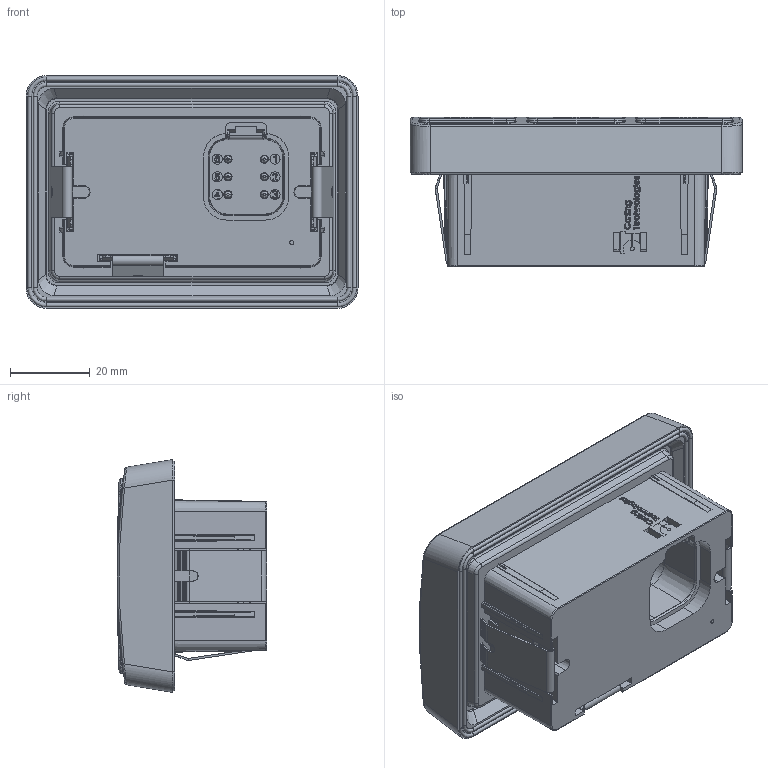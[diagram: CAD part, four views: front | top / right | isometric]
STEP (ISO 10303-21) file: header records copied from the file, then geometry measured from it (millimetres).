
FILE_DESCRIPTION((''),'2;1');
FILE_NAME('PRT0001','2021-08-13T10:25:58',('patrickmoody'),(''),'CREO PARAMETRIC BY PTC INC, 2020342','CREO PARAMETRIC BY PTC INC, 2020342','');
FILE_SCHEMA(('AUTOMOTIVE_DESIGN { 1 0 10303 214 1 1 1 1 }'));
Products named in the file (1): PRT0001
Bounding box: 83.31 x 37.59 x 58.42 mm (x, y, z)
Volume: 107032 mm3; surface area: 31258.1 mm2
Topology: 1 solids, 1 shells, 1660 faces, 4463 edges, 2843 vertices
Faces by surface type: plane 766, cylinder 407, extrusion 285, bspline 99, torus 65, sphere 20, cone 18
Entity records: 74336 total; most frequent: CARTESIAN_POINT 24846, ORIENTED_EDGE 8902, DIRECTION 7064, EDGE_CURVE 4451, VECTOR 2883, VERTEX_POINT 2843, LINE 2598, AXIS2_PLACEMENT_3D 2089
